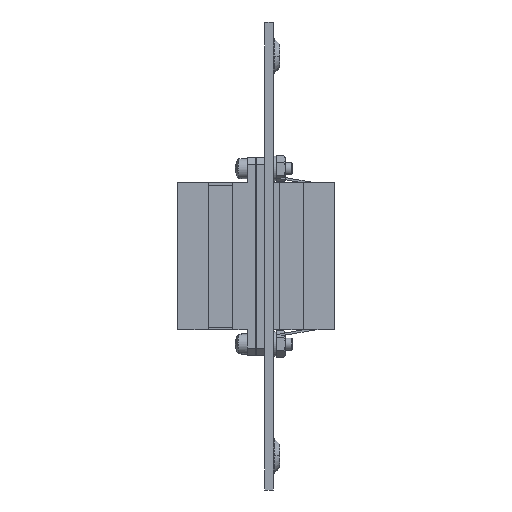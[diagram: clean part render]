
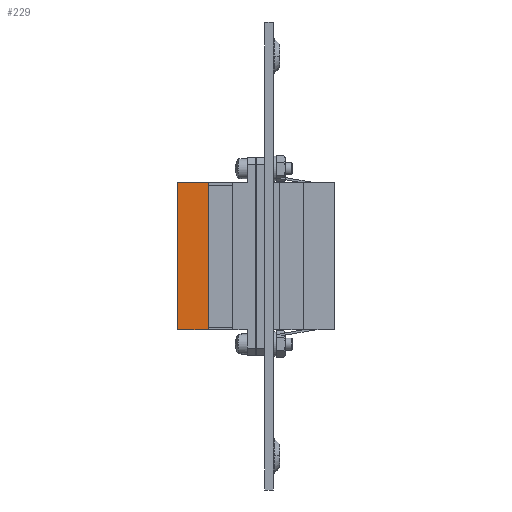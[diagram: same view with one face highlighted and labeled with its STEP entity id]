
A CAD part, left-side view. The second image highlights one B-rep face of the part: STEP entity #229.
In plain terms, the highlighted face is planar.
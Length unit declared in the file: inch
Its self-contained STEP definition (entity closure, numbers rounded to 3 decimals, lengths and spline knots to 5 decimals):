
#224 = EDGE_CURVE ( 'NONE', #232, #235, #8049, .T. ) ;
#226 = EDGE_CURVE ( 'NONE', #240, #235, #8108, .T. ) ;
#227 = ORIENTED_EDGE ( 'NONE', *, *, #224, .F. ) ;
#228 = ORIENTED_EDGE ( 'NONE', *, *, #226, .T. ) ;
#229 = ADVANCED_FACE ( 'NONE', ( #8103 ), #8102, .F. ) ;
#232 = VERTEX_POINT ( 'NONE', #8097 ) ;
#235 = VERTEX_POINT ( 'NONE', #8095 ) ;
#240 = VERTEX_POINT ( 'NONE', #8088 ) ;
#243 = ORIENTED_EDGE ( 'NONE', *, *, #261, .T. ) ;
#246 = EDGE_LOOP ( 'NONE', ( #228, #227, #243, #257 ) ) ;
#255 = EDGE_CURVE ( 'NONE', #256, #240, #8127, .T. ) ;
#256 = VERTEX_POINT ( 'NONE', #8123 ) ;
#257 = ORIENTED_EDGE ( 'NONE', *, *, #255, .T. ) ;
#261 = EDGE_CURVE ( 'NONE', #232, #256, #8122, .T. ) ;
#8046 = DIRECTION ( 'NONE',  ( 0., 1., 0. ) ) ;
#8047 = VECTOR ( 'NONE', #8046, 39.37008 ) ;
#8048 = CARTESIAN_POINT ( 'NONE',  ( -0.5075, -0.54, 0.1825 ) ) ;
#8049 = LINE ( 'NONE', #8048, #8047 ) ;
#8088 = CARTESIAN_POINT ( 'NONE',  ( 0.5075, -0.33, 0.1825 ) ) ;
#8095 = CARTESIAN_POINT ( 'NONE',  ( -0.5075, -0.33, 0.1825 ) ) ;
#8097 = CARTESIAN_POINT ( 'NONE',  ( -0.5075, -0.54, 0.1825 ) ) ;
#8098 = DIRECTION ( 'NONE',  ( -1., 0., 0. ) ) ;
#8099 = DIRECTION ( 'NONE',  ( 0., 0., -1. ) ) ;
#8100 = CARTESIAN_POINT ( 'NONE',  ( -0.6825, 0.06, 0.1825 ) ) ;
#8101 = AXIS2_PLACEMENT_3D ( 'NONE', #8100, #8099, #8098 ) ;
#8102 = PLANE ( 'NONE',  #8101 ) ;
#8103 = FACE_OUTER_BOUND ( 'NONE', #246, .T. ) ;
#8104 = DIRECTION ( 'NONE',  ( -1., 0., 0. ) ) ;
#8105 = VECTOR ( 'NONE', #8104, 39.37008 ) ;
#8107 = CARTESIAN_POINT ( 'NONE',  ( 0.5075, -0.33, 0.1825 ) ) ;
#8108 = LINE ( 'NONE', #8107, #8105 ) ;
#8119 = DIRECTION ( 'NONE',  ( 1., 0., 0. ) ) ;
#8120 = VECTOR ( 'NONE', #8119, 39.37008 ) ;
#8121 = CARTESIAN_POINT ( 'NONE',  ( -0.5075, -0.54, 0.1825 ) ) ;
#8122 = LINE ( 'NONE', #8121, #8120 ) ;
#8123 = CARTESIAN_POINT ( 'NONE',  ( 0.5075, -0.54, 0.1825 ) ) ;
#8124 = DIRECTION ( 'NONE',  ( 0., 1., 0. ) ) ;
#8125 = VECTOR ( 'NONE', #8124, 39.37008 ) ;
#8126 = CARTESIAN_POINT ( 'NONE',  ( 0.5075, -0.54, 0.1825 ) ) ;
#8127 = LINE ( 'NONE', #8126, #8125 ) ;
